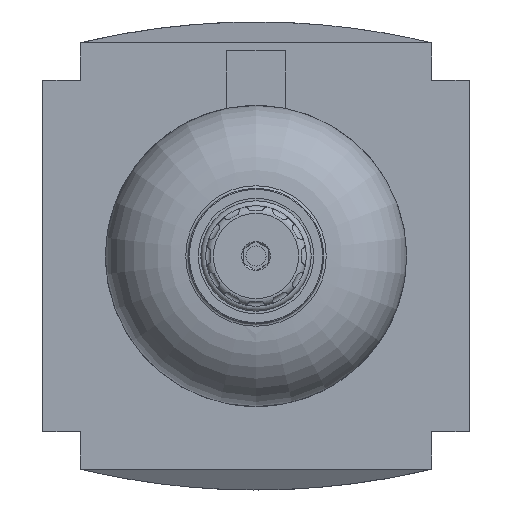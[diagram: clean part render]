
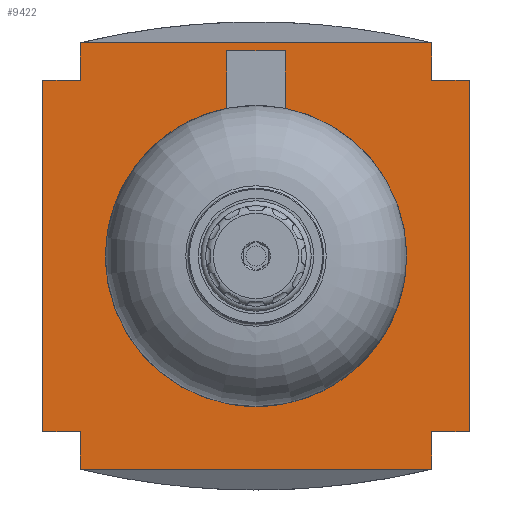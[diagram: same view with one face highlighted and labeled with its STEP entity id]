
A CAD part, front view. The second image highlights one B-rep face of the part: STEP entity #9422.
In plain terms, the highlighted planar face has unit normal (0, -1, 0).
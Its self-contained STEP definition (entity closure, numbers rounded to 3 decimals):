
#286=LINE('',#13534,#930);
#295=LINE('',#13561,#939);
#337=LINE('',#13656,#981);
#339=LINE('',#13661,#983);
#346=LINE('',#13675,#990);
#359=LINE('',#13701,#1003);
#372=LINE('',#13730,#1016);
#373=LINE('',#13731,#1017);
#374=LINE('',#13732,#1018);
#375=LINE('',#13733,#1019);
#376=LINE('',#13734,#1020);
#377=LINE('',#13735,#1021);
#930=VECTOR('',#11092,1000.);
#939=VECTOR('',#11111,1000.);
#981=VECTOR('',#11167,1000.);
#983=VECTOR('',#11171,1000.);
#990=VECTOR('',#11180,1000.);
#1003=VECTOR('',#11195,1000.);
#1016=VECTOR('',#11224,1000.);
#1017=VECTOR('',#11225,1000.);
#1018=VECTOR('',#11226,1000.);
#1019=VECTOR('',#11227,1000.);
#1020=VECTOR('',#11228,1000.);
#1021=VECTOR('',#11229,1000.);
#1404=PLANE('',#9967);
#2826=ORIENTED_EDGE('',*,*,#4333,.F.);
#2827=ORIENTED_EDGE('',*,*,#4363,.F.);
#2828=ORIENTED_EDGE('',*,*,#4278,.F.);
#2829=ORIENTED_EDGE('',*,*,#4364,.T.);
#2830=ORIENTED_EDGE('',*,*,#4346,.F.);
#2831=ORIENTED_EDGE('',*,*,#4365,.T.);
#2832=ORIENTED_EDGE('',*,*,#4326,.F.);
#2833=ORIENTED_EDGE('',*,*,#4366,.T.);
#2834=ORIENTED_EDGE('',*,*,#4265,.T.);
#2835=ORIENTED_EDGE('',*,*,#4367,.F.);
#2836=ORIENTED_EDGE('',*,*,#4324,.F.);
#2837=ORIENTED_EDGE('',*,*,#4368,.T.);
#4265=EDGE_CURVE('',#5110,#5109,#286,.T.);
#4278=EDGE_CURVE('',#5122,#5119,#295,.T.);
#4324=EDGE_CURVE('',#5168,#5162,#337,.T.);
#4326=EDGE_CURVE('',#5169,#5038,#339,.T.);
#4333=EDGE_CURVE('',#5175,#5177,#346,.T.);
#4346=EDGE_CURVE('',#5036,#5184,#359,.T.);
#4363=EDGE_CURVE('',#5119,#5175,#372,.T.);
#4364=EDGE_CURVE('',#5122,#5184,#373,.T.);
#4365=EDGE_CURVE('',#5036,#5038,#374,.T.);
#4366=EDGE_CURVE('',#5169,#5110,#375,.T.);
#4367=EDGE_CURVE('',#5162,#5109,#376,.T.);
#4368=EDGE_CURVE('',#5168,#5177,#377,.T.);
#5036=VERTEX_POINT('',#13382);
#5038=VERTEX_POINT('',#13386);
#5109=VERTEX_POINT('',#13533);
#5110=VERTEX_POINT('',#13535);
#5119=VERTEX_POINT('',#13555);
#5122=VERTEX_POINT('',#13560);
#5162=VERTEX_POINT('',#13643);
#5168=VERTEX_POINT('',#13655);
#5169=VERTEX_POINT('',#13659);
#5175=VERTEX_POINT('',#13673);
#5177=VERTEX_POINT('',#13676);
#5184=VERTEX_POINT('',#13691);
#5842=EDGE_LOOP('',(#2826,#2827,#2828,#2829,#2830,#2831,#2832,#2833,#2834,
#2835,#2836,#2837));
#6286=FACE_BOUND('',#5842,.T.);
#9422=ADVANCED_FACE('',(#6286),#1404,.F.);
#9967=AXIS2_PLACEMENT_3D('',#13729,#11222,#11223);
#11092=DIRECTION('',(0.,0.,-1.));
#11111=DIRECTION('',(0.,0.,-1.));
#11167=DIRECTION('',(0.,0.,1.));
#11171=DIRECTION('',(0.,0.,1.));
#11180=DIRECTION('',(0.,0.,-1.));
#11195=DIRECTION('',(0.,0.,-1.));
#11222=DIRECTION('',(0.,1.,0.));
#11223=DIRECTION('',(0.,0.,1.));
#11224=DIRECTION('',(-1.,0.,0.));
#11225=DIRECTION('',(-1.,0.,0.));
#11226=DIRECTION('',(-1.,0.,0.));
#11227=DIRECTION('',(-1.,0.,0.));
#11228=DIRECTION('',(-1.,0.,0.));
#11229=DIRECTION('',(1.,0.,0.));
#13382=CARTESIAN_POINT('',(35.,-51.,42.5));
#13386=CARTESIAN_POINT('',(-35.,-51.,42.5));
#13533=CARTESIAN_POINT('',(-42.5,-51.,-35.));
#13534=CARTESIAN_POINT('',(-42.5,-51.,35.));
#13535=CARTESIAN_POINT('',(-42.5,-51.,35.));
#13555=CARTESIAN_POINT('',(42.5,-51.,-35.));
#13560=CARTESIAN_POINT('',(42.5,-51.,35.));
#13561=CARTESIAN_POINT('',(42.5,-51.,35.));
#13643=CARTESIAN_POINT('',(-35.,-51.,-35.));
#13655=CARTESIAN_POINT('',(-35.,-51.,-42.5));
#13656=CARTESIAN_POINT('',(-35.,-51.,-42.5));
#13659=CARTESIAN_POINT('',(-35.,-51.,35.));
#13661=CARTESIAN_POINT('',(-35.,-51.,-42.5));
#13673=CARTESIAN_POINT('',(35.,-51.,-35.));
#13675=CARTESIAN_POINT('',(35.,-51.,42.5));
#13676=CARTESIAN_POINT('',(35.,-51.,-42.5));
#13691=CARTESIAN_POINT('',(35.,-51.,35.));
#13701=CARTESIAN_POINT('',(35.,-51.,42.5));
#13729=CARTESIAN_POINT('',(0.,-51.,103.36));
#13730=CARTESIAN_POINT('',(42.5,-51.,-35.));
#13731=CARTESIAN_POINT('',(42.5,-51.,35.));
#13732=CARTESIAN_POINT('',(0.,-51.,42.5));
#13733=CARTESIAN_POINT('',(42.5,-51.,35.));
#13734=CARTESIAN_POINT('',(42.5,-51.,-35.));
#13735=CARTESIAN_POINT('',(0.,-51.,-42.5));
